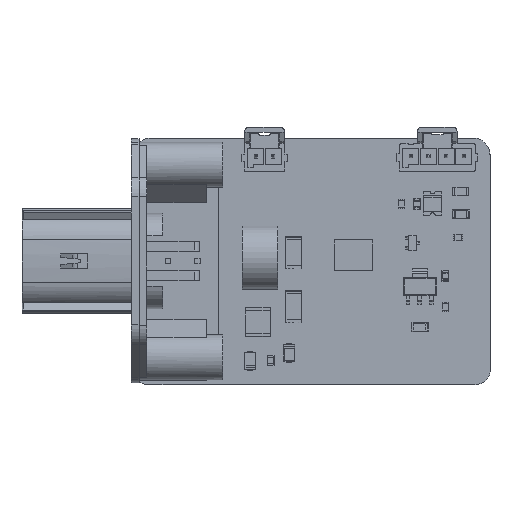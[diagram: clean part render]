
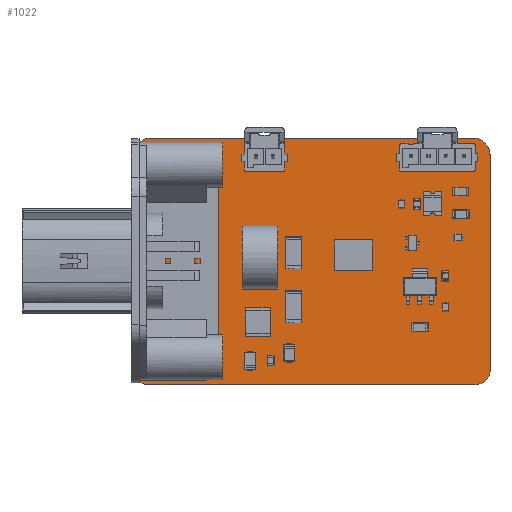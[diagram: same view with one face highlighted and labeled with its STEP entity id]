
A CAD part, top view. The second image highlights one B-rep face of the part: STEP entity #1022.
In plain terms, the highlighted planar face has unit normal (0, 0, 1).
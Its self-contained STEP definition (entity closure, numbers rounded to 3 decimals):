
#123 = VERTEX_POINT('',#124);
#124 = CARTESIAN_POINT('',(25.773,26.027,0.));
#130 = EDGE_CURVE('',#123,#131,#133,.T.);
#131 = VERTEX_POINT('',#132);
#132 = CARTESIAN_POINT('',(25.184,27.45,0.));
#133 = CIRCLE('',#134,2.013);
#134 = AXIS2_PLACEMENT_3D('',#135,#136,#137);
#135 = CARTESIAN_POINT('',(27.197,27.45,0.));
#136 = DIRECTION('',(0.,0.,-1.));
#137 = DIRECTION('',(-0.707,-0.707,0.));
#163 = EDGE_CURVE('',#131,#164,#166,.T.);
#164 = VERTEX_POINT('',#165);
#165 = CARTESIAN_POINT('',(25.184,71.61,0.));
#166 = LINE('',#167,#168);
#167 = CARTESIAN_POINT('',(25.184,27.45,0.));
#168 = VECTOR('',#169,1.);
#169 = DIRECTION('',(0.,1.,0.));
#194 = EDGE_CURVE('',#164,#195,#197,.T.);
#195 = VERTEX_POINT('',#196);
#196 = CARTESIAN_POINT('',(25.773,73.033,0.));
#197 = CIRCLE('',#198,2.013);
#198 = AXIS2_PLACEMENT_3D('',#199,#200,#201);
#199 = CARTESIAN_POINT('',(27.197,71.61,0.));
#200 = DIRECTION('',(0.,0.,-1.));
#201 = DIRECTION('',(-1.,0.,0.));
#227 = EDGE_CURVE('',#195,#228,#230,.T.);
#228 = VERTEX_POINT('',#229);
#229 = CARTESIAN_POINT('',(28.054,73.978,0.));
#230 = CIRCLE('',#231,3.232);
#231 = AXIS2_PLACEMENT_3D('',#232,#233,#234);
#232 = CARTESIAN_POINT('',(28.057,70.746,0.));
#233 = DIRECTION('',(0.,0.,-1.));
#234 = DIRECTION('',(-0.707,0.708,0.));
#260 = EDGE_CURVE('',#228,#261,#263,.T.);
#261 = VERTEX_POINT('',#262);
#262 = CARTESIAN_POINT('',(91.948,73.978,0.));
#263 = LINE('',#264,#265);
#264 = CARTESIAN_POINT('',(28.054,73.978,0.));
#265 = VECTOR('',#266,1.);
#266 = DIRECTION('',(1.,0.,0.));
#291 = EDGE_CURVE('',#261,#292,#294,.T.);
#292 = VERTEX_POINT('',#293);
#293 = CARTESIAN_POINT('',(94.034,73.114,0.));
#294 = CIRCLE('',#295,2.955);
#295 = AXIS2_PLACEMENT_3D('',#296,#297,#298);
#296 = CARTESIAN_POINT('',(91.946,71.023,0.));
#297 = DIRECTION('',(0.,0.,-1.));
#298 = DIRECTION('',(0.001,1.,0.));
#324 = EDGE_CURVE('',#292,#325,#327,.T.);
#325 = VERTEX_POINT('',#326);
#326 = CARTESIAN_POINT('',(94.233,72.915,0.));
#327 = LINE('',#328,#329);
#328 = CARTESIAN_POINT('',(94.034,73.114,0.));
#329 = VECTOR('',#330,1.);
#330 = DIRECTION('',(0.707,-0.707,0.));
#355 = EDGE_CURVE('',#325,#356,#358,.T.);
#356 = VERTEX_POINT('',#357);
#357 = CARTESIAN_POINT('',(95.183,70.779,0.));
#358 = CIRCLE('',#359,3.261);
#359 = AXIS2_PLACEMENT_3D('',#360,#361,#362);
#360 = CARTESIAN_POINT('',(91.926,70.61,0.));
#361 = DIRECTION('',(0.,0.,-1.));
#362 = DIRECTION('',(0.707,0.707,0.));
#388 = EDGE_CURVE('',#356,#389,#391,.T.);
#389 = VERTEX_POINT('',#390);
#390 = CARTESIAN_POINT('',(95.187,70.739,0.));
#391 = CIRCLE('',#392,0.204);
#392 = AXIS2_PLACEMENT_3D('',#393,#394,#395);
#393 = CARTESIAN_POINT('',(94.983,70.739,0.));
#394 = DIRECTION('',(0.,0.,-1.));
#395 = DIRECTION('',(0.98,0.197,0.));
#421 = EDGE_CURVE('',#389,#422,#424,.T.);
#422 = VERTEX_POINT('',#423);
#423 = CARTESIAN_POINT('',(95.187,27.809,0.));
#424 = LINE('',#425,#426);
#425 = CARTESIAN_POINT('',(95.187,70.739,0.));
#426 = VECTOR('',#427,1.);
#427 = DIRECTION('',(0.,-1.,0.));
#452 = EDGE_CURVE('',#422,#453,#455,.T.);
#453 = VERTEX_POINT('',#454);
#454 = CARTESIAN_POINT('',(94.505,26.163,0.));
#455 = CIRCLE('',#456,2.324);
#456 = AXIS2_PLACEMENT_3D('',#457,#458,#459);
#457 = CARTESIAN_POINT('',(92.863,27.808,0.));
#458 = DIRECTION('',(0.,0.,-1.));
#459 = DIRECTION('',(1.,0.001,0.));
#485 = EDGE_CURVE('',#453,#486,#488,.T.);
#486 = VERTEX_POINT('',#487);
#487 = CARTESIAN_POINT('',(92.202,25.209,0.));
#488 = CIRCLE('',#489,3.259);
#489 = AXIS2_PLACEMENT_3D('',#490,#491,#492);
#490 = CARTESIAN_POINT('',(92.201,28.468,0.));
#491 = DIRECTION('',(0.,0.,-1.));
#492 = DIRECTION('',(0.707,-0.707,0.));
#518 = EDGE_CURVE('',#486,#519,#521,.T.);
#519 = VERTEX_POINT('',#520);
#520 = CARTESIAN_POINT('',(27.748,25.209,0.));
#521 = LINE('',#522,#523);
#522 = CARTESIAN_POINT('',(92.202,25.209,0.));
#523 = VECTOR('',#524,1.);
#524 = DIRECTION('',(-1.,0.,0.));
#549 = EDGE_CURVE('',#519,#123,#550,.T.);
#550 = CIRCLE('',#551,2.797);
#551 = AXIS2_PLACEMENT_3D('',#552,#553,#554);
#552 = CARTESIAN_POINT('',(27.75,28.006,0.));
#553 = DIRECTION('',(0.,0.,-1.));
#554 = DIRECTION('',(-0.001,-1.,0.));
#575 = VERTEX_POINT('',#576);
#576 = CARTESIAN_POINT('',(32.36,52.578,0.));
#582 = EDGE_CURVE('',#575,#575,#583,.T.);
#583 = CIRCLE('',#584,0.864);
#584 = AXIS2_PLACEMENT_3D('',#585,#586,#587);
#585 = CARTESIAN_POINT('',(31.496,52.578,0.));
#586 = DIRECTION('',(0.,0.,1.));
#587 = DIRECTION('',(1.,0.,0.));
#608 = VERTEX_POINT('',#609);
#609 = CARTESIAN_POINT('',(38.202,46.736,0.));
#615 = EDGE_CURVE('',#608,#608,#616,.T.);
#616 = CIRCLE('',#617,0.864);
#617 = AXIS2_PLACEMENT_3D('',#618,#619,#620);
#618 = CARTESIAN_POINT('',(37.338,46.736,0.));
#619 = DIRECTION('',(0.,0.,1.));
#620 = DIRECTION('',(1.,0.,0.));
#641 = VERTEX_POINT('',#642);
#642 = CARTESIAN_POINT('',(32.36,46.736,0.));
#648 = EDGE_CURVE('',#641,#641,#649,.T.);
#649 = CIRCLE('',#650,0.864);
#650 = AXIS2_PLACEMENT_3D('',#651,#652,#653);
#651 = CARTESIAN_POINT('',(31.496,46.736,0.));
#652 = DIRECTION('',(0.,0.,1.));
#653 = DIRECTION('',(1.,0.,0.));
#674 = VERTEX_POINT('',#675);
#675 = CARTESIAN_POINT('',(38.202,52.578,0.));
#681 = EDGE_CURVE('',#674,#674,#682,.T.);
#682 = CIRCLE('',#683,0.864);
#683 = AXIS2_PLACEMENT_3D('',#684,#685,#686);
#684 = CARTESIAN_POINT('',(37.338,52.578,0.));
#685 = DIRECTION('',(0.,0.,1.));
#686 = DIRECTION('',(1.,0.,0.));
#707 = VERTEX_POINT('',#708);
#708 = CARTESIAN_POINT('',(50.229,52.832,0.));
#714 = EDGE_CURVE('',#707,#707,#715,.T.);
#715 = CIRCLE('',#716,0.445);
#716 = AXIS2_PLACEMENT_3D('',#717,#718,#719);
#717 = CARTESIAN_POINT('',(49.784,52.832,0.));
#718 = DIRECTION('',(0.,0.,1.));
#719 = DIRECTION('',(1.,0.,0.));
#740 = VERTEX_POINT('',#741);
#741 = CARTESIAN_POINT('',(49.334,70.358,0.));
#747 = EDGE_CURVE('',#740,#740,#748,.T.);
#748 = CIRCLE('',#749,0.51);
#749 = AXIS2_PLACEMENT_3D('',#750,#751,#752);
#750 = CARTESIAN_POINT('',(48.824,70.358,0.));
#751 = DIRECTION('',(0.,0.,1.));
#752 = DIRECTION('',(1.,0.,0.));
#773 = VERTEX_POINT('',#774);
#774 = CARTESIAN_POINT('',(50.229,47.832,0.));
#780 = EDGE_CURVE('',#773,#773,#781,.T.);
#781 = CIRCLE('',#782,0.445);
#782 = AXIS2_PLACEMENT_3D('',#783,#784,#785);
#783 = CARTESIAN_POINT('',(49.784,47.832,0.));
#784 = DIRECTION('',(0.,0.,1.));
#785 = DIRECTION('',(1.,0.,0.));
#806 = VERTEX_POINT('',#807);
#807 = CARTESIAN_POINT('',(80.068,70.358,0.));
#813 = EDGE_CURVE('',#806,#806,#814,.T.);
#814 = CIRCLE('',#815,0.51);
#815 = AXIS2_PLACEMENT_3D('',#816,#817,#818);
#816 = CARTESIAN_POINT('',(79.558,70.358,0.));
#817 = DIRECTION('',(0.,0.,1.));
#818 = DIRECTION('',(1.,0.,0.));
#839 = VERTEX_POINT('',#840);
#840 = CARTESIAN_POINT('',(52.834,70.358,0.));
#846 = EDGE_CURVE('',#839,#839,#847,.T.);
#847 = CIRCLE('',#848,0.51);
#848 = AXIS2_PLACEMENT_3D('',#849,#850,#851);
#849 = CARTESIAN_POINT('',(52.324,70.358,0.));
#850 = DIRECTION('',(0.,0.,1.));
#851 = DIRECTION('',(1.,0.,0.));
#872 = VERTEX_POINT('',#873);
#873 = CARTESIAN_POINT('',(83.568,70.358,0.));
#879 = EDGE_CURVE('',#872,#872,#880,.T.);
#880 = CIRCLE('',#881,0.51);
#881 = AXIS2_PLACEMENT_3D('',#882,#883,#884);
#882 = CARTESIAN_POINT('',(83.058,70.358,0.));
#883 = DIRECTION('',(0.,0.,1.));
#884 = DIRECTION('',(1.,0.,0.));
#905 = VERTEX_POINT('',#906);
#906 = CARTESIAN_POINT('',(90.568,70.358,0.));
#912 = EDGE_CURVE('',#905,#905,#913,.T.);
#913 = CIRCLE('',#914,0.51);
#914 = AXIS2_PLACEMENT_3D('',#915,#916,#917);
#915 = CARTESIAN_POINT('',(90.058,70.358,0.));
#916 = DIRECTION('',(0.,0.,1.));
#917 = DIRECTION('',(1.,0.,0.));
#938 = VERTEX_POINT('',#939);
#939 = CARTESIAN_POINT('',(87.068,70.358,0.));
#945 = EDGE_CURVE('',#938,#938,#946,.T.);
#946 = CIRCLE('',#947,0.51);
#947 = AXIS2_PLACEMENT_3D('',#948,#949,#950);
#948 = CARTESIAN_POINT('',(86.558,70.358,0.));
#949 = DIRECTION('',(0.,0.,1.));
#950 = DIRECTION('',(1.,0.,0.));
#1022 = ADVANCED_FACE('',(#1023,#1039,#1042,#1045,#1048,#1051,#1054,
    #1057,#1060,#1063,#1066,#1069,#1072),#1075,.T.);
#1023 = FACE_BOUND('',#1024,.F.);
#1024 = EDGE_LOOP('',(#1025,#1026,#1027,#1028,#1029,#1030,#1031,#1032,
    #1033,#1034,#1035,#1036,#1037,#1038));
#1025 = ORIENTED_EDGE('',*,*,#130,.T.);
#1026 = ORIENTED_EDGE('',*,*,#163,.T.);
#1027 = ORIENTED_EDGE('',*,*,#194,.T.);
#1028 = ORIENTED_EDGE('',*,*,#227,.T.);
#1029 = ORIENTED_EDGE('',*,*,#260,.T.);
#1030 = ORIENTED_EDGE('',*,*,#291,.T.);
#1031 = ORIENTED_EDGE('',*,*,#324,.T.);
#1032 = ORIENTED_EDGE('',*,*,#355,.T.);
#1033 = ORIENTED_EDGE('',*,*,#388,.T.);
#1034 = ORIENTED_EDGE('',*,*,#421,.T.);
#1035 = ORIENTED_EDGE('',*,*,#452,.T.);
#1036 = ORIENTED_EDGE('',*,*,#485,.T.);
#1037 = ORIENTED_EDGE('',*,*,#518,.T.);
#1038 = ORIENTED_EDGE('',*,*,#549,.T.);
#1039 = FACE_BOUND('',#1040,.T.);
#1040 = EDGE_LOOP('',(#1041));
#1041 = ORIENTED_EDGE('',*,*,#582,.F.);
#1042 = FACE_BOUND('',#1043,.T.);
#1043 = EDGE_LOOP('',(#1044));
#1044 = ORIENTED_EDGE('',*,*,#615,.F.);
#1045 = FACE_BOUND('',#1046,.T.);
#1046 = EDGE_LOOP('',(#1047));
#1047 = ORIENTED_EDGE('',*,*,#648,.F.);
#1048 = FACE_BOUND('',#1049,.T.);
#1049 = EDGE_LOOP('',(#1050));
#1050 = ORIENTED_EDGE('',*,*,#681,.F.);
#1051 = FACE_BOUND('',#1052,.T.);
#1052 = EDGE_LOOP('',(#1053));
#1053 = ORIENTED_EDGE('',*,*,#714,.F.);
#1054 = FACE_BOUND('',#1055,.T.);
#1055 = EDGE_LOOP('',(#1056));
#1056 = ORIENTED_EDGE('',*,*,#747,.F.);
#1057 = FACE_BOUND('',#1058,.T.);
#1058 = EDGE_LOOP('',(#1059));
#1059 = ORIENTED_EDGE('',*,*,#780,.F.);
#1060 = FACE_BOUND('',#1061,.T.);
#1061 = EDGE_LOOP('',(#1062));
#1062 = ORIENTED_EDGE('',*,*,#813,.F.);
#1063 = FACE_BOUND('',#1064,.T.);
#1064 = EDGE_LOOP('',(#1065));
#1065 = ORIENTED_EDGE('',*,*,#846,.F.);
#1066 = FACE_BOUND('',#1067,.T.);
#1067 = EDGE_LOOP('',(#1068));
#1068 = ORIENTED_EDGE('',*,*,#879,.F.);
#1069 = FACE_BOUND('',#1070,.T.);
#1070 = EDGE_LOOP('',(#1071));
#1071 = ORIENTED_EDGE('',*,*,#912,.F.);
#1072 = FACE_BOUND('',#1073,.T.);
#1073 = EDGE_LOOP('',(#1074));
#1074 = ORIENTED_EDGE('',*,*,#945,.F.);
#1075 = PLANE('',#1076);
#1076 = AXIS2_PLACEMENT_3D('',#1077,#1078,#1079);
#1077 = CARTESIAN_POINT('',(25.773,26.027,0.));
#1078 = DIRECTION('',(0.,0.,1.));
#1079 = DIRECTION('',(1.,0.,0.));
